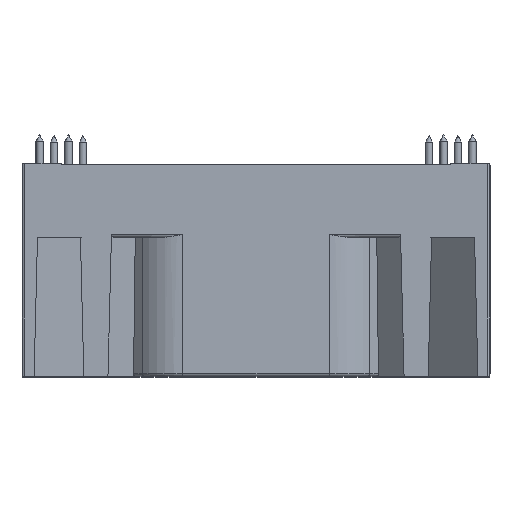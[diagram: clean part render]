
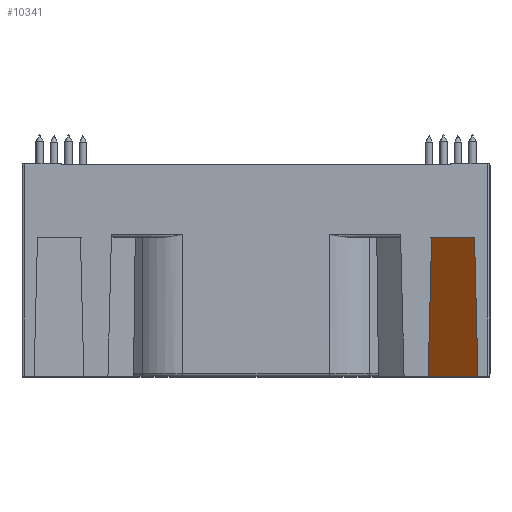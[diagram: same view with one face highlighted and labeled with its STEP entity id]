
A CAD part, top view. The second image highlights one B-rep face of the part: STEP entity #10341.
In plain terms, the highlighted planar face has unit normal (-0.707, -0.018, 0.707).
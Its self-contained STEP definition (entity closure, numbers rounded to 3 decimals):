
#881 = VECTOR ( 'NONE', #12632, 1000. ) ;
#1265 = ORIENTED_EDGE ( 'NONE', *, *, #20052, .T. ) ;
#1402 = VERTEX_POINT ( 'NONE', #20003 ) ;
#2292 = VERTEX_POINT ( 'NONE', #11787 ) ;
#2519 = CARTESIAN_POINT ( 'NONE',  ( 28.072, -24.5, 30.193 ) ) ;
#3353 = VERTEX_POINT ( 'NONE', #19813 ) ;
#4037 = VERTEX_POINT ( 'NONE', #14183 ) ;
#5070 = CARTESIAN_POINT ( 'NONE',  ( 28.072, -24.5, 30.193 ) ) ;
#5825 = LINE ( 'NONE', #7276, #16521 ) ;
#6015 = EDGE_CURVE ( 'NONE', #13662, #2292, #5825, .T. ) ;
#6996 = EDGE_CURVE ( 'NONE', #2292, #4037, #7264, .T. ) ;
#7094 = AXIS2_PLACEMENT_3D ( 'NONE', #2519, #7266, #17019 ) ;
#7202 = LINE ( 'NONE', #5070, #7987 ) ;
#7264 = LINE ( 'NONE', #9308, #7786 ) ;
#7266 = DIRECTION ( 'NONE',  ( -0.707, -0.017, 0.707 ) ) ;
#7276 = CARTESIAN_POINT ( 'NONE',  ( 27.77, 0., 30.496 ) ) ;
#7761 = CARTESIAN_POINT ( 'NONE',  ( 28.066, -24., 30.2 ) ) ;
#7786 = VECTOR ( 'NONE', #12575, 1000. ) ;
#7987 = VECTOR ( 'NONE', #11507, 1000. ) ;
#9021 = PLANE ( 'NONE',  #7094 ) ;
#9308 = CARTESIAN_POINT ( 'NONE',  ( 39.072, -24.228, 41.2 ) ) ;
#9628 = CARTESIAN_POINT ( 'NONE',  ( 28.072, -24.526, 30.193 ) ) ;
#9945 =( BOUNDED_CURVE ( )  B_SPLINE_CURVE ( 3, ( #7761, #12535, #19148, #14011 ),
 .UNSPECIFIED., .F., .F. ) 
 B_SPLINE_CURVE_WITH_KNOTS ( ( 4, 4 ),
 ( 1.571, 3.142 ),
 .UNSPECIFIED. ) 
 CURVE ( )  GEOMETRIC_REPRESENTATION_ITEM ( )  RATIONAL_B_SPLINE_CURVE ( ( 1., 0.805, 0.805, 1. ) ) 
 REPRESENTATION_ITEM ( '' )  );
#10039 = EDGE_LOOP ( 'NONE', ( #13464, #16079, #19451, #12220, #1265 ) ) ;
#10341 = ADVANCED_FACE ( 'NONE', ( #15989 ), #9021, .T. ) ;
#11507 = DIRECTION ( 'NONE',  ( 0.707, 0., 0.707 ) ) ;
#11629 = LINE ( 'NONE', #9628, #881 ) ;
#11787 = CARTESIAN_POINT ( 'NONE',  ( 38.474, 0., 41.2 ) ) ;
#12220 = ORIENTED_EDGE ( 'NONE', *, *, #15473, .T. ) ;
#12535 = CARTESIAN_POINT ( 'NONE',  ( 28.07, -24.293, 30.196 ) ) ;
#12575 = DIRECTION ( 'NONE',  ( 0.025, -1., 0. ) ) ;
#12632 = DIRECTION ( 'NONE',  ( -0.012, 1., 0.012 ) ) ;
#13464 = ORIENTED_EDGE ( 'NONE', *, *, #6996, .F. ) ;
#13662 = VERTEX_POINT ( 'NONE', #15212 ) ;
#13842 = DIRECTION ( 'NONE',  ( 0.707, 0., 0.707 ) ) ;
#14011 = CARTESIAN_POINT ( 'NONE',  ( 27.719, -24.5, 29.84 ) ) ;
#14183 = CARTESIAN_POINT ( 'NONE',  ( 39.079, -24.5, 41.2 ) ) ;
#15113 = EDGE_CURVE ( 'NONE', #3353, #13662, #11629, .T. ) ;
#15212 = CARTESIAN_POINT ( 'NONE',  ( 27.77, 0., 30.496 ) ) ;
#15473 = EDGE_CURVE ( 'NONE', #3353, #1402, #9945, .T. ) ;
#15989 = FACE_OUTER_BOUND ( 'NONE', #10039, .T. ) ;
#16079 = ORIENTED_EDGE ( 'NONE', *, *, #6015, .F. ) ;
#16521 = VECTOR ( 'NONE', #13842, 1000. ) ;
#17019 = DIRECTION ( 'NONE',  ( 0.707, 0., 0.707 ) ) ;
#19148 = CARTESIAN_POINT ( 'NONE',  ( 27.926, -24.5, 30.047 ) ) ;
#19451 = ORIENTED_EDGE ( 'NONE', *, *, #15113, .F. ) ;
#19813 = CARTESIAN_POINT ( 'NONE',  ( 28.066, -24., 30.2 ) ) ;
#20003 = CARTESIAN_POINT ( 'NONE',  ( 27.719, -24.5, 29.84 ) ) ;
#20052 = EDGE_CURVE ( 'NONE', #1402, #4037, #7202, .T. ) ;
